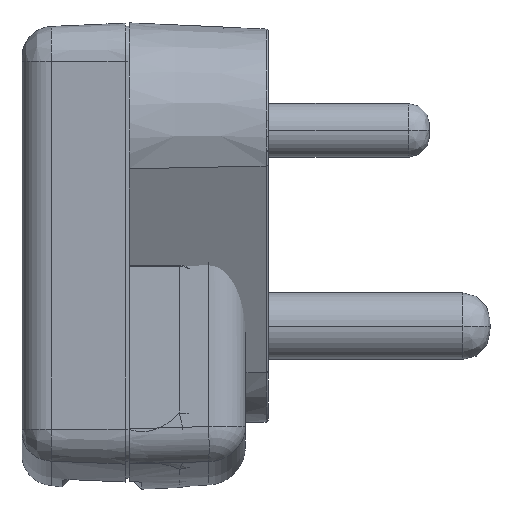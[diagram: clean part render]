
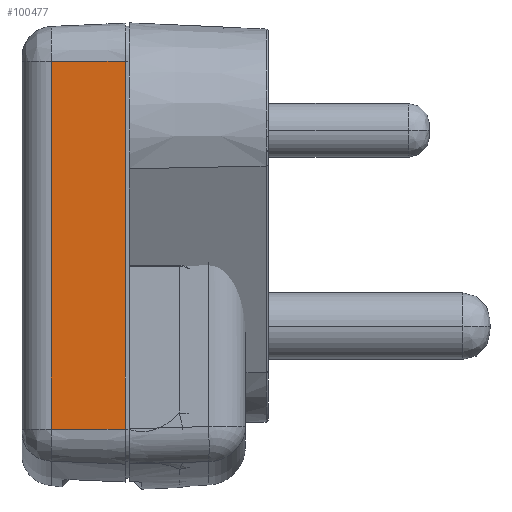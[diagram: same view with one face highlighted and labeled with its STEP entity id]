
A CAD part, left-side view. The second image highlights one B-rep face of the part: STEP entity #100477.
In plain terms, the highlighted planar face has unit normal (-0.999, 0.044, 0).
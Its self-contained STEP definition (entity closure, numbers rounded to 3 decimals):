
#93735=DIRECTION('',(0.,0.,1.));
#93736=VECTOR('',#93735,48.078);
#93737=CARTESIAN_POINT('',(-19.,0.5,-22.578));
#93738=LINE('',#93737,#93736);
#96134=DIRECTION('',(0.,0.,-1.));
#96135=VECTOR('',#96134,48.078);
#96136=CARTESIAN_POINT('',(-18.578,10.174,
25.5));
#96137=LINE('',#96136,#96135);
#96165=DIRECTION('',(0.044,0.999,0.));
#96166=VECTOR('',#96165,9.684);
#96167=CARTESIAN_POINT('',(-19.,0.5,25.5));
#96168=LINE('',#96167,#96166);
#96169=DIRECTION('',(-0.044,-0.999,0.));
#96170=VECTOR('',#96169,9.684);
#96171=CARTESIAN_POINT('',(-18.578,10.174,
-22.578));
#96172=LINE('',#96171,#96170);
#96353=CARTESIAN_POINT('',(-19.,0.5,-22.578));
#96354=VERTEX_POINT('',#96353);
#96355=CARTESIAN_POINT('',(-19.,0.5,25.5));
#96356=VERTEX_POINT('',#96355);
#96949=CARTESIAN_POINT('',(-18.578,10.174,
-22.578));
#96950=VERTEX_POINT('',#96949);
#96951=CARTESIAN_POINT('',(-18.578,10.174,25.5));
#96952=VERTEX_POINT('',#96951);
#100465=CARTESIAN_POINT('',(-19.,0.5,-24.474));
#100466=DIRECTION('',(-0.999,0.044,0.));
#100467=DIRECTION('',(0.,0.,-1.));
#100468=AXIS2_PLACEMENT_3D('',#100465,#100466,#100467);
#100469=PLANE('',#100468);
#100470=ORIENTED_EDGE('',*,*,#100394,.F.);
#100471=ORIENTED_EDGE('',*,*,#100460,.F.);
#100472=ORIENTED_EDGE('',*,*,#97064,.F.);
#100474=ORIENTED_EDGE('',*,*,#100473,.F.);
#100475=EDGE_LOOP('',(#100470,#100471,#100472,#100474));
#100476=FACE_OUTER_BOUND('',#100475,.F.);
#100477=ADVANCED_FACE('',(#100476),#100469,.T.);
#97064=EDGE_CURVE('',#96354,#96356,#93738,.T.);
#100394=EDGE_CURVE('',#96952,#96950,#96137,.T.);
#100460=EDGE_CURVE('',#96356,#96952,#96168,.T.);
#100473=EDGE_CURVE('',#96950,#96354,#96172,.T.);
